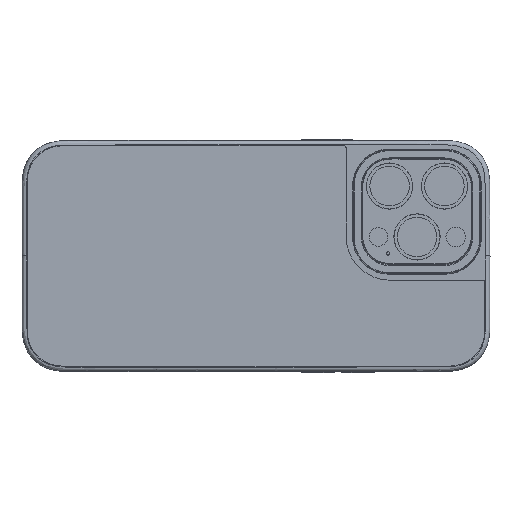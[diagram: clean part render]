
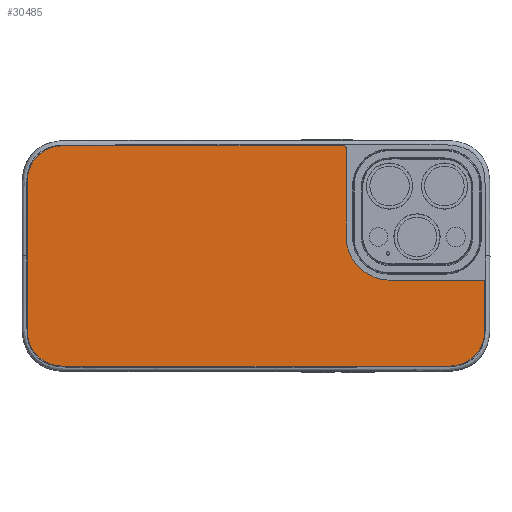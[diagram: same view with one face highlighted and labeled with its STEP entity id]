
A CAD part, top view. The second image highlights one B-rep face of the part: STEP entity #30485.
In plain terms, the highlighted planar face has unit normal (0, 0, 1).
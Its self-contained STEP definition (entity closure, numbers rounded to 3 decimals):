
#29229=CARTESIAN_POINT('',(68.078,26.518,5.444));
#29230=DIRECTION('',(0.,0.,1.));
#29231=DIRECTION('',(1.,0.,0.));
#29232=AXIS2_PLACEMENT_3D('',#29229,#29230,#29231);
#29237=DIRECTION('',(0.,1.,0.));
#29238=VECTOR('',#29237,53.035);
#29239=CARTESIAN_POINT('',(80.177,-26.518,
5.444));
#29240=LINE('',#29239,#29238);
#29244=CARTESIAN_POINT('',(68.078,-26.518,
5.444));
#29245=DIRECTION('',(0.,0.,1.));
#29246=DIRECTION('',(0.,-1.,0.));
#29247=AXIS2_PLACEMENT_3D('',#29244,#29245,#29246);
#29252=DIRECTION('',(1.,0.,0.));
#29253=VECTOR('',#29252,136.155);
#29254=CARTESIAN_POINT('',(-68.078,-38.617,
5.444));
#29255=LINE('',#29254,#29253);
#29259=CARTESIAN_POINT('',(-68.078,-26.518,
5.444));
#29260=DIRECTION('',(0.,0.,1.));
#29261=DIRECTION('',(-1.,0.,0.));
#29262=AXIS2_PLACEMENT_3D('',#29259,#29260,#29261);
#29267=DIRECTION('',(0.,-1.,0.));
#29268=VECTOR('',#29267,53.035);
#29269=CARTESIAN_POINT('',(-80.177,26.518,
5.444));
#29270=LINE('',#29269,#29268);
#29274=CARTESIAN_POINT('',(-68.078,26.518,
5.444));
#29275=DIRECTION('',(0.,0.,1.));
#29276=DIRECTION('',(0.,1.,0.));
#29277=AXIS2_PLACEMENT_3D('',#29274,#29275,#29276);
#29282=DIRECTION('',(-1.,0.,0.));
#29283=VECTOR('',#29282,136.155);
#29284=CARTESIAN_POINT('',(68.078,38.617,5.444));
#29285=LINE('',#29284,#29283);
#29289=CARTESIAN_POINT('',(46.776,6.49,5.444));
#29290=DIRECTION('',(0.,0.,-1.));
#29291=DIRECTION('',(0.,-1.,0.));
#29292=AXIS2_PLACEMENT_3D('',#29289,#29290,#29291);
#29297=DIRECTION('',(-1.,0.,0.));
#29298=VECTOR('',#29297,19.375);
#29299=CARTESIAN_POINT('',(66.151,-5.147,
5.444));
#29300=LINE('',#29299,#29298);
#29304=CARTESIAN_POINT('',(66.151,6.49,5.444));
#29305=DIRECTION('',(0.,0.,-1.));
#29306=DIRECTION('',(1.,0.,0.));
#29307=AXIS2_PLACEMENT_3D('',#29304,#29305,#29306);
#29312=DIRECTION('',(0.,-1.,0.));
#29313=VECTOR('',#29312,18.059);
#29314=CARTESIAN_POINT('',(77.788,24.55,5.444));
#29315=LINE('',#29314,#29313);
#29319=CARTESIAN_POINT('',(66.151,24.55,5.444));
#29320=DIRECTION('',(0.,0.,-1.));
#29321=DIRECTION('',(0.,1.,0.));
#29322=AXIS2_PLACEMENT_3D('',#29319,#29320,#29321);
#29327=DIRECTION('',(1.,0.,0.));
#29328=VECTOR('',#29327,19.375);
#29329=CARTESIAN_POINT('',(46.776,36.187,5.444));
#29330=LINE('',#29329,#29328);
#29334=CARTESIAN_POINT('',(46.776,24.55,5.444));
#29335=DIRECTION('',(0.,0.,-1.));
#29336=DIRECTION('',(-1.,0.,0.));
#29337=AXIS2_PLACEMENT_3D('',#29334,#29335,#29336);
#29342=DIRECTION('',(0.,1.,0.));
#29343=VECTOR('',#29342,18.059);
#29344=CARTESIAN_POINT('',(35.139,6.49,5.444));
#29345=LINE('',#29344,#29343);
#30277=CARTESIAN_POINT('',(80.177,26.518,5.444));
#30278=CARTESIAN_POINT('',(68.078,38.617,5.444));
#30279=VERTEX_POINT('',#30277);
#30280=VERTEX_POINT('',#30278);
#30281=CARTESIAN_POINT('',(80.177,-26.518,
5.444));
#30282=VERTEX_POINT('',#30281);
#30283=CARTESIAN_POINT('',(68.078,-38.617,
5.444));
#30284=VERTEX_POINT('',#30283);
#30285=CARTESIAN_POINT('',(-68.078,-38.617,
5.444));
#30286=VERTEX_POINT('',#30285);
#30287=CARTESIAN_POINT('',(-80.177,-26.518,
5.444));
#30288=VERTEX_POINT('',#30287);
#30289=CARTESIAN_POINT('',(-80.177,26.518,
5.444));
#30290=VERTEX_POINT('',#30289);
#30291=CARTESIAN_POINT('',(-68.078,38.617,
5.444));
#30292=VERTEX_POINT('',#30291);
#30309=CARTESIAN_POINT('',(46.776,-5.147,
5.444));
#30310=CARTESIAN_POINT('',(35.139,6.49,5.444));
#30311=VERTEX_POINT('',#30309);
#30312=VERTEX_POINT('',#30310);
#30317=CARTESIAN_POINT('',(35.139,24.55,5.444));
#30318=VERTEX_POINT('',#30317);
#30321=CARTESIAN_POINT('',(46.776,36.187,5.444));
#30322=VERTEX_POINT('',#30321);
#30325=CARTESIAN_POINT('',(66.151,36.187,5.444));
#30326=VERTEX_POINT('',#30325);
#30329=CARTESIAN_POINT('',(77.788,24.55,5.444));
#30330=VERTEX_POINT('',#30329);
#30333=CARTESIAN_POINT('',(77.788,6.49,5.444));
#30334=VERTEX_POINT('',#30333);
#30337=CARTESIAN_POINT('',(66.151,-5.147,
5.444));
#30338=VERTEX_POINT('',#30337);
#30445=CARTESIAN_POINT('',(-87.419,-64.498,5.444));
#30446=DIRECTION('',(0.,0.,1.));
#30447=DIRECTION('',(1.,0.,0.));
#30448=AXIS2_PLACEMENT_3D('',#30445,#30446,#30447);
#30449=PLANE('',#30448);
#30451=ORIENTED_EDGE('',*,*,#30450,.F.);
#30453=ORIENTED_EDGE('',*,*,#30452,.F.);
#30455=ORIENTED_EDGE('',*,*,#30454,.F.);
#30457=ORIENTED_EDGE('',*,*,#30456,.F.);
#30459=ORIENTED_EDGE('',*,*,#30458,.F.);
#30461=ORIENTED_EDGE('',*,*,#30460,.F.);
#30463=ORIENTED_EDGE('',*,*,#30462,.F.);
#30464=ORIENTED_EDGE('',*,*,#30435,.F.);
#30465=EDGE_LOOP('',(#30451,#30453,#30455,#30457,#30459,#30461,#30463,#30464));
#30466=FACE_OUTER_BOUND('',#30465,.F.);
#30468=ORIENTED_EDGE('',*,*,#30467,.F.);
#30470=ORIENTED_EDGE('',*,*,#30469,.F.);
#30472=ORIENTED_EDGE('',*,*,#30471,.F.);
#30474=ORIENTED_EDGE('',*,*,#30473,.F.);
#30476=ORIENTED_EDGE('',*,*,#30475,.F.);
#30478=ORIENTED_EDGE('',*,*,#30477,.F.);
#30480=ORIENTED_EDGE('',*,*,#30479,.F.);
#30482=ORIENTED_EDGE('',*,*,#30481,.F.);
#30483=EDGE_LOOP('',(#30468,#30470,#30472,#30474,#30476,#30478,#30480,#30482));
#30484=FACE_BOUND('',#30483,.F.);
#29233=CIRCLE('',#29232,12.1);
#29248=CIRCLE('',#29247,12.1);
#29263=CIRCLE('',#29262,12.1);
#29278=CIRCLE('',#29277,12.1);
#29293=CIRCLE('',#29292,11.637);
#29308=CIRCLE('',#29307,11.637);
#29323=CIRCLE('',#29322,11.637);
#29338=CIRCLE('',#29337,11.637);
#30435=EDGE_CURVE('',#30280,#30292,#29285,.T.);
#30450=EDGE_CURVE('',#30279,#30280,#29233,.T.);
#30452=EDGE_CURVE('',#30282,#30279,#29240,.T.);
#30454=EDGE_CURVE('',#30284,#30282,#29248,.T.);
#30456=EDGE_CURVE('',#30286,#30284,#29255,.T.);
#30458=EDGE_CURVE('',#30288,#30286,#29263,.T.);
#30460=EDGE_CURVE('',#30290,#30288,#29270,.T.);
#30462=EDGE_CURVE('',#30292,#30290,#29278,.T.);
#30467=EDGE_CURVE('',#30311,#30312,#29293,.T.);
#30469=EDGE_CURVE('',#30338,#30311,#29300,.T.);
#30471=EDGE_CURVE('',#30334,#30338,#29308,.T.);
#30473=EDGE_CURVE('',#30330,#30334,#29315,.T.);
#30475=EDGE_CURVE('',#30326,#30330,#29323,.T.);
#30477=EDGE_CURVE('',#30322,#30326,#29330,.T.);
#30479=EDGE_CURVE('',#30318,#30322,#29338,.T.);
#30481=EDGE_CURVE('',#30312,#30318,#29345,.T.);
#30485=ADVANCED_FACE('',(#30466,#30484),#30449,.T.);
